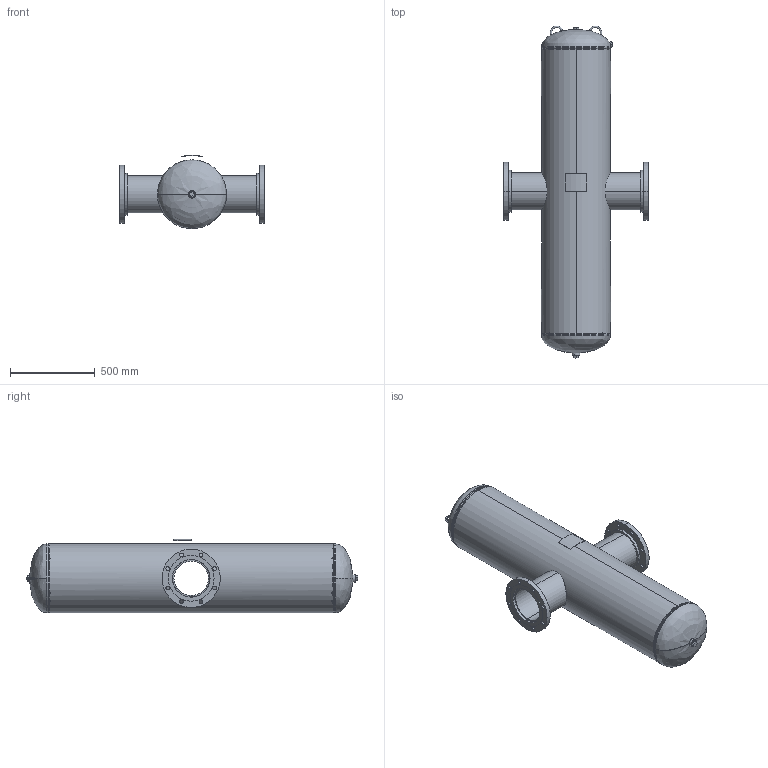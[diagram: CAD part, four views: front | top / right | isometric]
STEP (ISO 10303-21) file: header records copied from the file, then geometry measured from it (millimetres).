
FILE_DESCRIPTION (( 'STEP AP203' ), '1' );
FILE_NAME ('WVAN-8HV.STEP', '2021-03-15T14:19:42', ( '' ), ( '' ), 'SwSTEP 2.0', 'SolidWorks 2021', '' );
FILE_SCHEMA (( 'CONFIG_CONTROL_DESIGN' ));
Length unit declared in the file: inch
Products named in the file (11): 9500050; 99B1044; WVAN-8HV; 9200080; 9400540; PLUGS_9500150; SORF FLANGES ASME B16.5_8 150# SA-105; 9500030; 9600830_18" VERT; 9301120_10
Assembly tree (14 placements, depth 2):
  WVAN-8HV
    99B1044
    9200080
    9200080
    9500030  x2
    9500050
    PLUGS_9500150
    9301120_10  x2
    SORF FLANGES ASME B16.5_8 150# SA-105  x2
    9400540  x2
    9600830_18" VERT
Bounding box: 854.08 x 1954.99 x 433.63 mm (x, y, z)
Volume: 13416217.8 mm3; surface area: 6046584.5 mm2
Topology: 14 solids, 14 shells, 213 faces, 480 edges, 300 vertices
Faces by surface type: cylinder 104, plane 43, torus 28, cone 26, bspline 12
Entity records: 9897 total; most frequent: CARTESIAN_POINT 4791, DIRECTION 898, ORIENTED_EDGE 732, AXIS2_PLACEMENT_3D 390, EDGE_CURVE 366, VERTEX_POINT 224, CIRCLE 222, EDGE_LOOP 198
